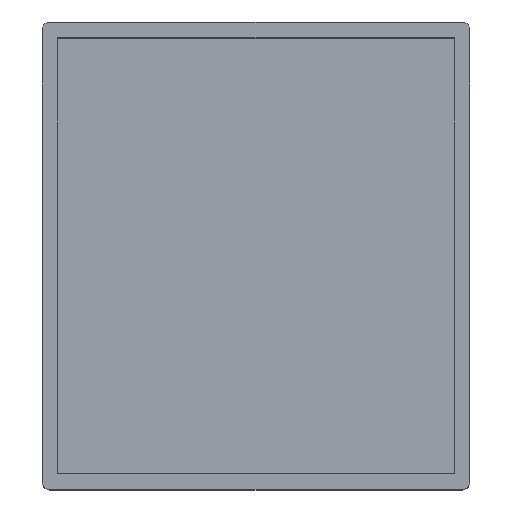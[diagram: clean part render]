
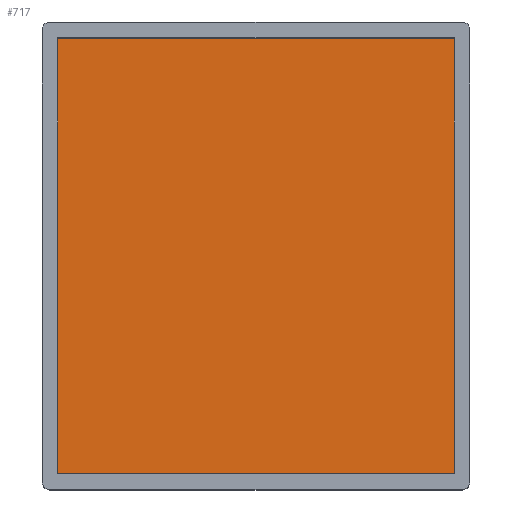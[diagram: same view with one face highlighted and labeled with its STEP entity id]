
A CAD part, top view. The second image highlights one B-rep face of the part: STEP entity #717.
In plain terms, the highlighted face is planar.
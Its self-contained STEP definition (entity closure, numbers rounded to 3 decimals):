
#1 = VERTEX_POINT ( 'NONE', #747 ) ;
#4 = EDGE_CURVE ( 'NONE', #721, #663, #729, .T. ) ;
#17 = CARTESIAN_POINT ( 'NONE',  ( 0., 4., 0. ) ) ;
#19 = DIRECTION ( 'NONE',  ( 0., 0., -1. ) ) ;
#25 = VECTOR ( 'NONE', #87, 1000. ) ;
#31 = CARTESIAN_POINT ( 'NONE',  ( 69., 4., 0. ) ) ;
#44 = DIRECTION ( 'NONE',  ( 0., 0., 1. ) ) ;
#57 = ORIENTED_EDGE ( 'NONE', *, *, #306, .T. ) ;
#67 = EDGE_CURVE ( 'NONE', #1, #504, #592, .T. ) ;
#70 = LINE ( 'NONE', #707, #514 ) ;
#75 = PLANE ( 'NONE',  #303 ) ;
#87 = DIRECTION ( 'NONE',  ( -1., 0., 0. ) ) ;
#135 = DIRECTION ( 'NONE',  ( 0., 0., 1. ) ) ;
#156 = CARTESIAN_POINT ( 'NONE',  ( 114., 4., -104. ) ) ;
#158 = EDGE_CURVE ( 'NONE', #663, #258, #70, .T. ) ;
#210 = CARTESIAN_POINT ( 'NONE',  ( 4., 4., -104. ) ) ;
#218 = LINE ( 'NONE', #426, #25 ) ;
#223 = CARTESIAN_POINT ( 'NONE',  ( 4., 4., -4. ) ) ;
#229 = FACE_OUTER_BOUND ( 'NONE', #602, .T. ) ;
#241 = CARTESIAN_POINT ( 'NONE',  ( 69., 4., -4. ) ) ;
#258 = VERTEX_POINT ( 'NONE', #31 ) ;
#303 = AXIS2_PLACEMENT_3D ( 'NONE', #17, #419, #528 ) ;
#306 = EDGE_CURVE ( 'NONE', #258, #1, #513, .T. ) ;
#308 = CARTESIAN_POINT ( 'NONE',  ( 69., 4., 0. ) ) ;
#326 = VECTOR ( 'NONE', #19, 1000. ) ;
#334 = EDGE_CURVE ( 'NONE', #504, #741, #218, .T. ) ;
#354 = LINE ( 'NONE', #210, #520 ) ;
#406 = DIRECTION ( 'NONE',  ( 1., 0., 0. ) ) ;
#419 = DIRECTION ( 'NONE',  ( 0., -1., 0. ) ) ;
#426 = CARTESIAN_POINT ( 'NONE',  ( 4., 4., -104. ) ) ;
#441 = EDGE_CURVE ( 'NONE', #741, #721, #354, .T. ) ;
#455 = ORIENTED_EDGE ( 'NONE', *, *, #67, .T. ) ;
#477 = CARTESIAN_POINT ( 'NONE',  ( 4., 4., -104. ) ) ;
#504 = VERTEX_POINT ( 'NONE', #156 ) ;
#506 = ORIENTED_EDGE ( 'NONE', *, *, #441, .T. ) ;
#513 = LINE ( 'NONE', #308, #540 ) ;
#514 = VECTOR ( 'NONE', #135, 1000. ) ;
#520 = VECTOR ( 'NONE', #44, 1000. ) ;
#528 = DIRECTION ( 'NONE',  ( 0., 0., -1. ) ) ;
#540 = VECTOR ( 'NONE', #615, 1000. ) ;
#541 = ORIENTED_EDGE ( 'NONE', *, *, #158, .T. ) ;
#565 = ORIENTED_EDGE ( 'NONE', *, *, #334, .T. ) ;
#582 = VECTOR ( 'NONE', #406, 1000. ) ;
#592 = LINE ( 'NONE', #710, #326 ) ;
#602 = EDGE_LOOP ( 'NONE', ( #455, #565, #506, #739, #541, #57 ) ) ;
#615 = DIRECTION ( 'NONE',  ( 1., 0., 0. ) ) ;
#663 = VERTEX_POINT ( 'NONE', #241 ) ;
#707 = CARTESIAN_POINT ( 'NONE',  ( 69., 4., -51.434 ) ) ;
#709 = CARTESIAN_POINT ( 'NONE',  ( 4., 4., -4. ) ) ;
#710 = CARTESIAN_POINT ( 'NONE',  ( 114., 4., -104. ) ) ;
#717 = ADVANCED_FACE ( 'NONE', ( #229 ), #75, .F. ) ;
#721 = VERTEX_POINT ( 'NONE', #709 ) ;
#729 = LINE ( 'NONE', #223, #582 ) ;
#739 = ORIENTED_EDGE ( 'NONE', *, *, #4, .T. ) ;
#741 = VERTEX_POINT ( 'NONE', #477 ) ;
#747 = CARTESIAN_POINT ( 'NONE',  ( 114., 4., 0. ) ) ;
